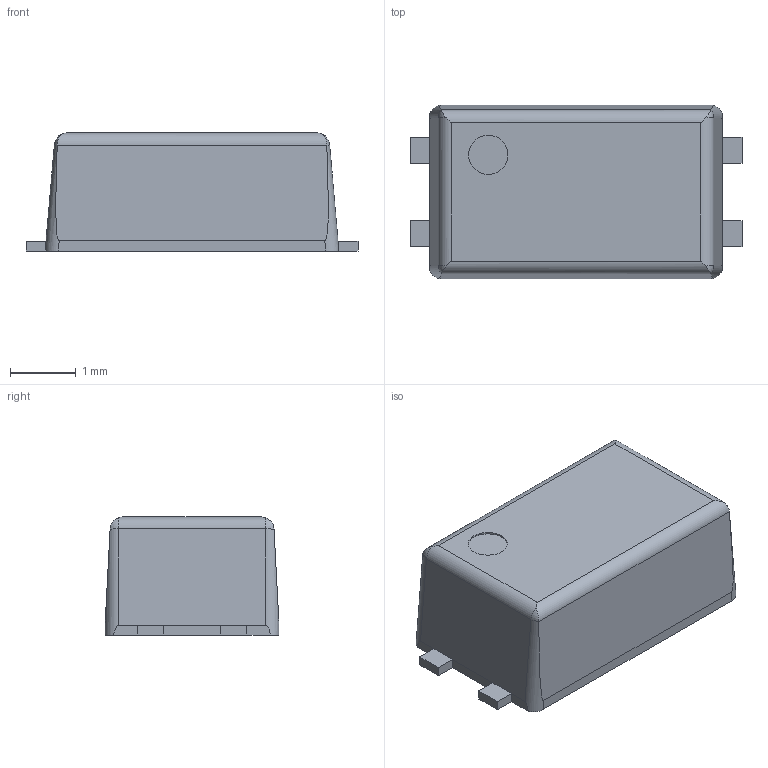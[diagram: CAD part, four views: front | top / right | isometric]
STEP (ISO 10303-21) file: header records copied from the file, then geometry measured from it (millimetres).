
FILE_DESCRIPTION(('FreeCAD Model'),'2;1');
FILE_NAME('Part1_sp.step','2019-08-14T16:54:00' ,('kicad StepUp'),('ksu MCAD'),'Open CASCADE STEP processor 7.3', 'FreeCAD','Unknown');
FILE_SCHEMA(('AUTOMOTIVE_DESIGN { 1 0 10303 214 1 1 1 1 }'));
Length unit declared in the file: millimetre
Products named in the file (1): Part1_sp
Bounding box: 5.06 x 2.65 x 1.8 mm (x, y, z)
Volume: 19.5 mm3; surface area: 51.2 mm2
Topology: 5 solids, 5 shells, 61 faces, 234 edges, 280 vertices
Faces by surface type: plane 47, cylinder 10, sphere 4
Entity records: 2931 total; most frequent: CARTESIAN_POINT 704, DIRECTION 344, ORIENTED_EDGE 276, LINE 196, VECTOR 196, EDGE_CURVE 138, GEOMETRIC_CURVE_SET 96, TRIMMED_CURVE 96
